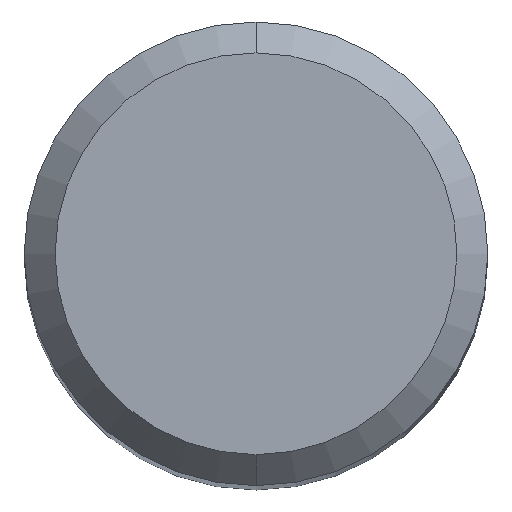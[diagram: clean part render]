
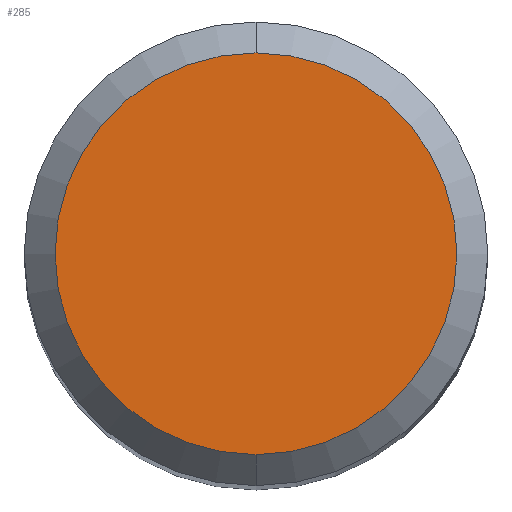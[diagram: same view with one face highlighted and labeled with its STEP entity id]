
A CAD part, top view. The second image highlights one B-rep face of the part: STEP entity #285.
In plain terms, the highlighted planar face has unit normal (0, 0, 1).
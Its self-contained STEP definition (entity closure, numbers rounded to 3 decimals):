
#177=VERTEX_POINT('',#469);
#285=ADVANCED_FACE('',(#591),#592,.T.);
#305=VERTEX_POINT('',#614);
#407=EDGE_CURVE('',#177,#305,#723,.T.);
#433=EDGE_CURVE('',#305,#177,#752,.T.);
#469=CARTESIAN_POINT('',(0.,-2.6,0.0));
#591=FACE_OUTER_BOUND('',#1014,.T.);
#592=PLANE('',#1015);
#614=CARTESIAN_POINT('',(0.0,2.6,0.0));
#723=CIRCLE('',#1303,2.6);
#752=CIRCLE('',#1370,2.6);
#1014=EDGE_LOOP('',(#1534,#1535));
#1015=AXIS2_PLACEMENT_3D('',#1536,#1537,#1538);
#1303=AXIS2_PLACEMENT_3D('',#1667,#1668,#1669);
#1370=AXIS2_PLACEMENT_3D('',#1710,#1711,#1712);
#1534=ORIENTED_EDGE('',*,*,#433,.F.);
#1535=ORIENTED_EDGE('',*,*,#407,.F.);
#1536=CARTESIAN_POINT('',(0.0,1.3,0.0));
#1537=DIRECTION('',(-0.0,0.0,1.0));
#1538=DIRECTION('',(0.0,-1.0,0.0));
#1667=CARTESIAN_POINT('',(0.0,0.0,0.0));
#1668=DIRECTION('',(0.0,0.0,-1.0));
#1669=DIRECTION('',(0.0,1.0,0.0));
#1710=CARTESIAN_POINT('',(0.0,0.0,0.0));
#1711=DIRECTION('',(0.0,0.0,-1.0));
#1712=DIRECTION('',(0.0,1.0,0.0));
